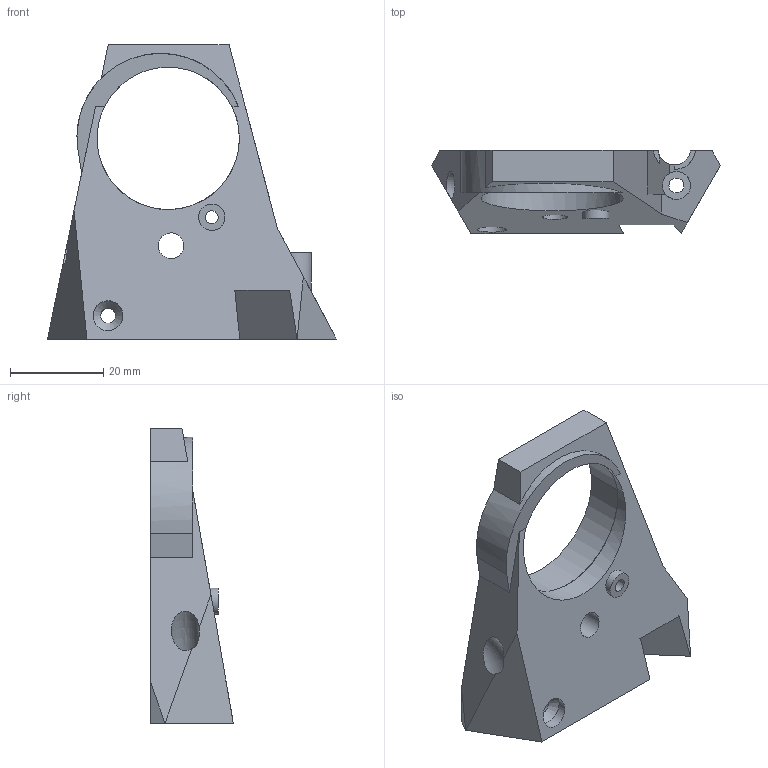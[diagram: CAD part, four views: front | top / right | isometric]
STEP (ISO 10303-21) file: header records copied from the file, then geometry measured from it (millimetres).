
FILE_DESCRIPTION(('FreeCAD Model'),'2;1');
FILE_NAME('Open CASCADE Shape Model','2023-11-06T00:24:28',(''),(''), 'Open CASCADE STEP processor 7.6','FreeCAD','Unknown');
FILE_SCHEMA(('AUTOMOTIVE_DESIGN { 1 0 10303 214 1 1 1 1 }'));
Length unit declared in the file: millimetre
Products named in the file (1): Slice.2
Bounding box: 61.88 x 17.7 x 63 mm (x, y, z)
Volume: 17287.7 mm3; surface area: 9708.9 mm2
Topology: 1 solids, 1 shells, 71 faces, 204 edges, 135 vertices
Faces by surface type: plane 45, cylinder 23, sphere 1, torus 1, cone 1
Full cylindrical faces by diameter (mm): 2.75 x1, 3 x1, 3.2 x3, 5.5 x1, 5.6 x1, 6 x1, 6.4 x1, 9 x1, 30.5 x1
Entity records: 2980 total; most frequent: CARTESIAN_POINT 1027, ORIENTED_EDGE 408, DIRECTION 400, EDGE_CURVE 204, AXIS2_PLACEMENT_3D 135, VERTEX_POINT 135, LINE 130, VECTOR 130
